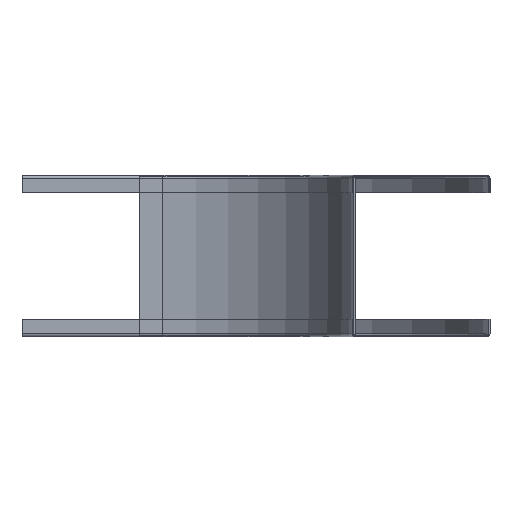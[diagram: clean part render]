
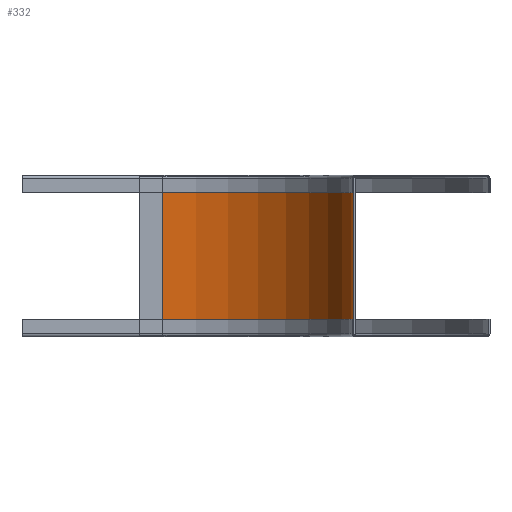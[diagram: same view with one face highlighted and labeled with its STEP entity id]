
A CAD part, front view. The second image highlights one B-rep face of the part: STEP entity #332.
In plain terms, the highlighted cylindrical face has radius 121.75 mm (diameter 243.5 mm), a partial arc.
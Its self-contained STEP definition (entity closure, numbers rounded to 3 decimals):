
#54=CARTESIAN_POINT('',(-15.,121.75,0.));
#55=DIRECTION('',(0.,0.,1.));
#56=DIRECTION('',(-1.,0.,0.));
#57=AXIS2_PLACEMENT_3D('',#54,#55,#56);
#91=DIRECTION('',(0.,0.,-1.));
#92=VECTOR('',#91,101.5);
#93=CARTESIAN_POINT('',(-15.,0.,101.5));
#94=LINE('',#93,#92);
#95=DIRECTION('',(0.,0.,1.));
#96=VECTOR('',#95,101.5);
#97=CARTESIAN_POINT('',(-136.75,121.75,0.));
#98=LINE('',#97,#96);
#112=CARTESIAN_POINT('',(-15.,121.75,101.5));
#113=DIRECTION('',(0.,0.,-1.));
#114=DIRECTION('',(0.,-1.,0.));
#115=AXIS2_PLACEMENT_3D('',#112,#113,#114);
#117=CARTESIAN_POINT('',(-15.,0.,101.5));
#118=CARTESIAN_POINT('',(-136.75,121.75,101.5));
#119=VERTEX_POINT('',#117);
#120=VERTEX_POINT('',#118);
#130=CARTESIAN_POINT('',(-136.75,121.75,0.));
#132=VERTEX_POINT('',#130);
#133=CARTESIAN_POINT('',(-15.,0.,0.));
#134=VERTEX_POINT('',#133);
#320=CARTESIAN_POINT('',(-15.,121.75,101.5));
#321=DIRECTION('',(0.,0.,-1.));
#322=DIRECTION('',(-1.,0.,0.));
#323=AXIS2_PLACEMENT_3D('',#320,#321,#322);
#324=CYLINDRICAL_SURFACE('',#323,121.75);
#325=ORIENTED_EDGE('',*,*,#245,.T.);
#326=ORIENTED_EDGE('',*,*,#303,.F.);
#328=ORIENTED_EDGE('',*,*,#327,.T.);
#329=ORIENTED_EDGE('',*,*,#172,.F.);
#330=EDGE_LOOP('',(#325,#326,#328,#329));
#331=FACE_OUTER_BOUND('',#330,.F.);
#332=ADVANCED_FACE('',(#331),#324,.F.);
#58=CIRCLE('',#57,121.75);
#116=CIRCLE('',#115,121.75);
#172=EDGE_CURVE('',#132,#120,#98,.T.);
#245=EDGE_CURVE('',#132,#134,#58,.T.);
#303=EDGE_CURVE('',#119,#134,#94,.T.);
#327=EDGE_CURVE('',#119,#120,#116,.T.);
